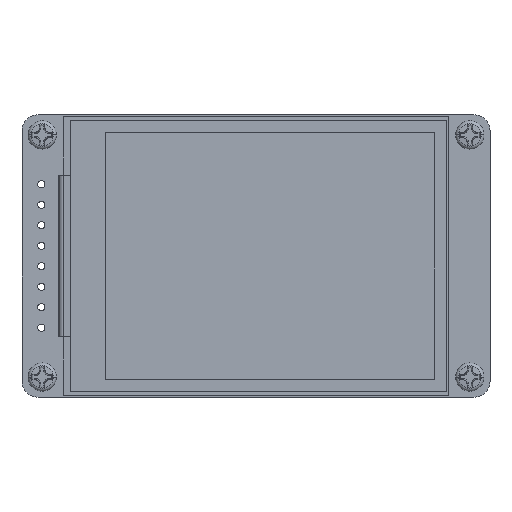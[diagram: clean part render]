
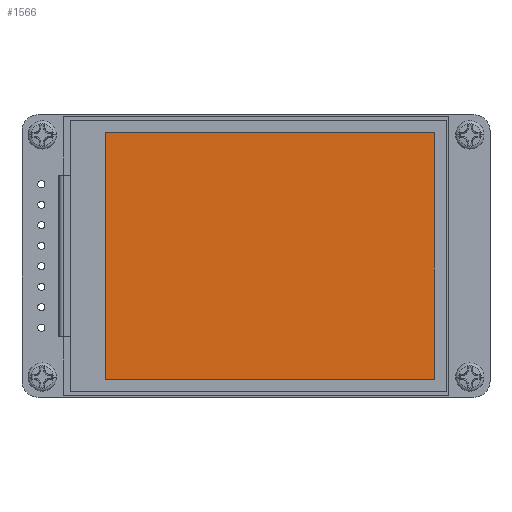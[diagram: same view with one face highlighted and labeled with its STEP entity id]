
A CAD part, top view. The second image highlights one B-rep face of the part: STEP entity #1566.
In plain terms, the highlighted planar face has unit normal (0, 0, 1).
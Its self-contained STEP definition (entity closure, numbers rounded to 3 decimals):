
#637=DIRECTION('',(1.,0.,0.));
#638=VECTOR('',#637,40.8);
#639=CARTESIAN_POINT('',(-20.4,15.3,2.1));
#640=LINE('',#639,#638);
#644=DIRECTION('',(0.,1.,0.));
#645=VECTOR('',#644,30.6);
#646=CARTESIAN_POINT('',(20.4,-15.3,2.1));
#647=LINE('',#646,#645);
#651=DIRECTION('',(1.,0.,0.));
#652=VECTOR('',#651,40.8);
#653=CARTESIAN_POINT('',(-20.4,-15.3,2.1));
#654=LINE('',#653,#652);
#658=DIRECTION('',(0.,1.,0.));
#659=VECTOR('',#658,30.6);
#660=CARTESIAN_POINT('',(-20.4,-15.3,2.1));
#661=LINE('',#660,#659);
#767=CARTESIAN_POINT('',(-20.4,15.3,2.1));
#768=CARTESIAN_POINT('',(20.4,15.3,2.1));
#769=VERTEX_POINT('',#767);
#770=VERTEX_POINT('',#768);
#771=CARTESIAN_POINT('',(20.4,-15.3,2.1));
#772=VERTEX_POINT('',#771);
#773=CARTESIAN_POINT('',(-20.4,-15.3,2.1));
#774=VERTEX_POINT('',#773);
#1552=CARTESIAN_POINT('',(0.,0.,2.1));
#1553=DIRECTION('',(0.,0.,1.));
#1554=DIRECTION('',(1.,0.,0.));
#1555=AXIS2_PLACEMENT_3D('',#1552,#1553,#1554);
#1556=PLANE('',#1555);
#1557=ORIENTED_EDGE('',*,*,#1542,.T.);
#1559=ORIENTED_EDGE('',*,*,#1558,.F.);
#1561=ORIENTED_EDGE('',*,*,#1560,.F.);
#1563=ORIENTED_EDGE('',*,*,#1562,.T.);
#1564=EDGE_LOOP('',(#1557,#1559,#1561,#1563));
#1565=FACE_OUTER_BOUND('',#1564,.F.);
#1566=ADVANCED_FACE('',(#1565),#1556,.T.);
#1542=EDGE_CURVE('',#769,#770,#640,.T.);
#1558=EDGE_CURVE('',#772,#770,#647,.T.);
#1560=EDGE_CURVE('',#774,#772,#654,.T.);
#1562=EDGE_CURVE('',#774,#769,#661,.T.);
